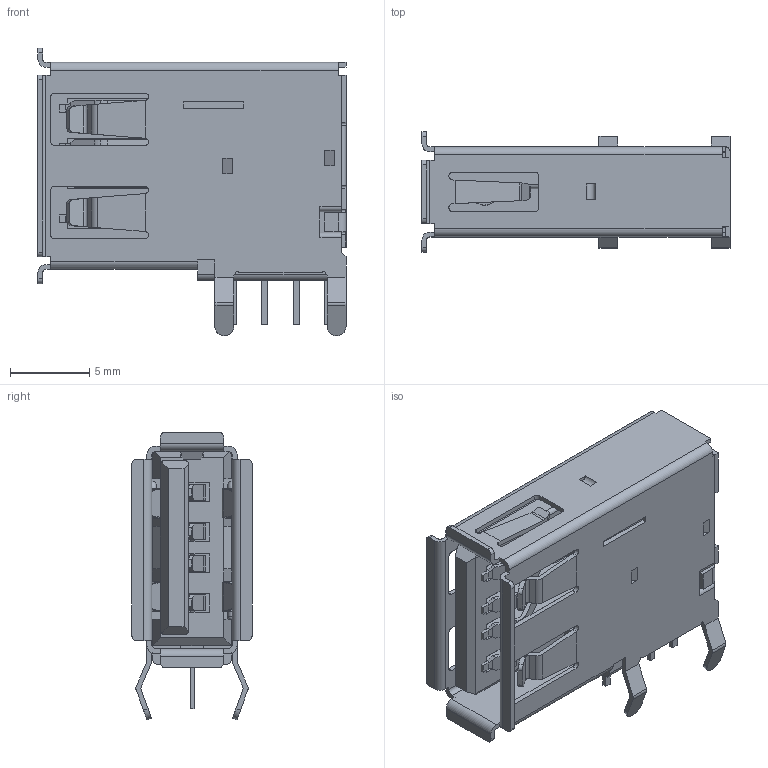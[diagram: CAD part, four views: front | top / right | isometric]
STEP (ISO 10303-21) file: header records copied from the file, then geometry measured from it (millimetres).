
FILE_DESCRIPTION (( 'STEP AP203' ), '1' );
FILE_NAME ('54-00013_revA.STEP', '2016-06-17T23:23:04', ( 'Tensility' ), ( '' ), 'SwSTEP 2.0', 'SolidWorks 2015', '' );
FILE_SCHEMA (( 'CONFIG_CONTROL_DESIGN' ));
Length unit declared in the file: millimetre
Products named in the file (9): 54-00013 pin 2; 54-00013 pin 4; 54-00013 pin 1; 54-00013_revA; 54-00013 insulator; 54-00013 shell; 54-00013 back plate; 54-00013 insulator 2; 54-00013 pin 3
Assembly tree (8 placements, depth 2):
  54-00013_revA
    54-00013 insulator
    54-00013 shell
    54-00013 back plate
    54-00013 insulator 2
    54-00013 pin 3
    54-00013 pin 2
    54-00013 pin 4
    54-00013 pin 1
Bounding box: 19.5 x 7.6 x 18.2 mm (x, y, z)
Volume: 609.9 mm3; surface area: 2708.4 mm2
Topology: 8 solids, 8 shells, 872 faces, 2472 edges, 1618 vertices
Faces by surface type: plane 622, cylinder 228, bspline 16, torus 4, sphere 2
Entity records: 29197 total; most frequent: CARTESIAN_POINT 5593, ORIENTED_EDGE 4940, DIRECTION 4500, EDGE_CURVE 2470, LINE 1934, VECTOR 1934, VERTEX_POINT 1618, AXIS2_PLACEMENT_3D 1283
